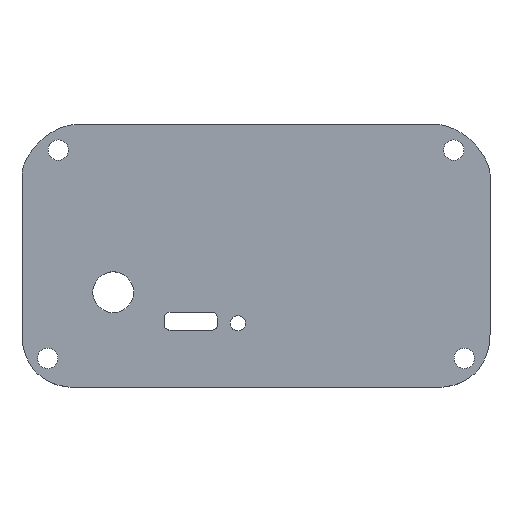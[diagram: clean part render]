
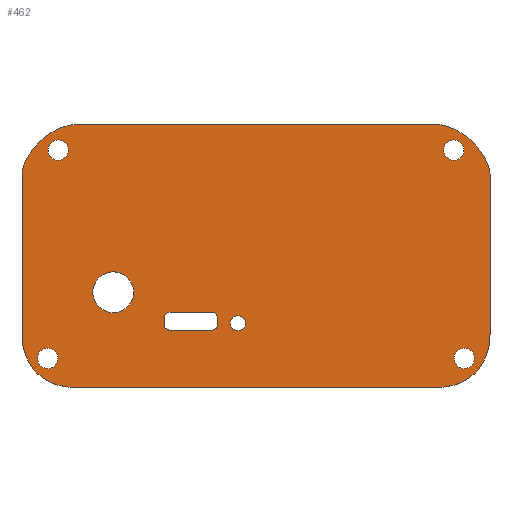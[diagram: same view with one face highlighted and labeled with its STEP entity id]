
A CAD part, top view. The second image highlights one B-rep face of the part: STEP entity #462.
In plain terms, the highlighted planar face has unit normal (0, 0, 1).
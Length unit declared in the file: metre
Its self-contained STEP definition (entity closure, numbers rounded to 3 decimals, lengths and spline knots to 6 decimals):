
#13=B_SPLINE_CURVE_WITH_KNOTS('',3,(#701,#702,#703,#704),.UNSPECIFIED.,
 .F.,.F.,(4,4),(0.,1.),.PIECEWISE_BEZIER_KNOTS.);
#15=B_SPLINE_CURVE_WITH_KNOTS('',3,(#726,#727,#728,#729),.UNSPECIFIED.,
 .F.,.F.,(4,4),(0.,1.),.PIECEWISE_BEZIER_KNOTS.);
#17=B_SPLINE_CURVE_WITH_KNOTS('',3,(#751,#752,#753,#754),.UNSPECIFIED.,
 .F.,.F.,(4,4),(0.,1.),.PIECEWISE_BEZIER_KNOTS.);
#19=B_SPLINE_CURVE_WITH_KNOTS('',3,(#801,#802,#803,#804),.UNSPECIFIED.,
 .F.,.F.,(4,4),(0.,1.),.PIECEWISE_BEZIER_KNOTS.);
#32=PLANE('',#515);
#38=LINE('',#646,#70);
#42=LINE('',#658,#74);
#46=LINE('',#670,#78);
#50=LINE('',#683,#82);
#55=LINE('',#710,#87);
#59=LINE('',#735,#91);
#63=LINE('',#760,#95);
#65=LINE('',#788,#97);
#70=VECTOR('',#531,1.);
#74=VECTOR('',#543,1.);
#78=VECTOR('',#555,1.);
#82=VECTOR('',#567,1.);
#87=VECTOR('',#574,1.);
#91=VECTOR('',#580,1.);
#95=VECTOR('',#586,1.);
#97=VECTOR('',#620,1.);
#174=ORIENTED_EDGE('',*,*,#242,.F.);
#175=ORIENTED_EDGE('',*,*,#246,.T.);
#176=ORIENTED_EDGE('',*,*,#249,.F.);
#177=ORIENTED_EDGE('',*,*,#252,.F.);
#178=ORIENTED_EDGE('',*,*,#255,.F.);
#179=ORIENTED_EDGE('',*,*,#258,.F.);
#180=ORIENTED_EDGE('',*,*,#261,.F.);
#181=ORIENTED_EDGE('',*,*,#275,.F.);
#182=ORIENTED_EDGE('',*,*,#220,.F.);
#183=ORIENTED_EDGE('',*,*,#224,.T.);
#184=ORIENTED_EDGE('',*,*,#227,.F.);
#185=ORIENTED_EDGE('',*,*,#230,.T.);
#186=ORIENTED_EDGE('',*,*,#233,.F.);
#187=ORIENTED_EDGE('',*,*,#236,.F.);
#188=ORIENTED_EDGE('',*,*,#239,.F.);
#189=ORIENTED_EDGE('',*,*,#273,.F.);
#190=ORIENTED_EDGE('',*,*,#270,.T.);
#191=ORIENTED_EDGE('',*,*,#268,.T.);
#192=ORIENTED_EDGE('',*,*,#266,.F.);
#193=ORIENTED_EDGE('',*,*,#264,.F.);
#194=ORIENTED_EDGE('',*,*,#262,.T.);
#195=ORIENTED_EDGE('',*,*,#276,.T.);
#220=EDGE_CURVE('',#280,#281,#323,.T.);
#224=EDGE_CURVE('',#280,#283,#38,.T.);
#227=EDGE_CURVE('',#285,#283,#325,.T.);
#230=EDGE_CURVE('',#285,#287,#42,.T.);
#233=EDGE_CURVE('',#289,#287,#327,.T.);
#236=EDGE_CURVE('',#291,#289,#46,.T.);
#239=EDGE_CURVE('',#293,#291,#329,.T.);
#242=EDGE_CURVE('',#296,#297,#50,.T.);
#246=EDGE_CURVE('',#296,#299,#13,.T.);
#249=EDGE_CURVE('',#301,#299,#55,.T.);
#252=EDGE_CURVE('',#303,#301,#15,.T.);
#255=EDGE_CURVE('',#305,#303,#59,.T.);
#258=EDGE_CURVE('',#307,#305,#17,.T.);
#261=EDGE_CURVE('',#309,#307,#63,.T.);
#262=EDGE_CURVE('',#310,#310,#330,.T.);
#264=EDGE_CURVE('',#312,#312,#332,.T.);
#266=EDGE_CURVE('',#314,#314,#334,.T.);
#268=EDGE_CURVE('',#316,#316,#336,.T.);
#270=EDGE_CURVE('',#318,#318,#338,.T.);
#273=EDGE_CURVE('',#281,#293,#65,.T.);
#275=EDGE_CURVE('',#297,#309,#19,.T.);
#276=EDGE_CURVE('',#320,#320,#340,.T.);
#280=VERTEX_POINT('',#637);
#281=VERTEX_POINT('',#639);
#283=VERTEX_POINT('',#645);
#285=VERTEX_POINT('',#651);
#287=VERTEX_POINT('',#657);
#289=VERTEX_POINT('',#663);
#291=VERTEX_POINT('',#669);
#293=VERTEX_POINT('',#675);
#296=VERTEX_POINT('',#682);
#297=VERTEX_POINT('',#684);
#299=VERTEX_POINT('',#700);
#301=VERTEX_POINT('',#709);
#303=VERTEX_POINT('',#725);
#305=VERTEX_POINT('',#734);
#307=VERTEX_POINT('',#750);
#309=VERTEX_POINT('',#759);
#310=VERTEX_POINT('',#763);
#312=VERTEX_POINT('',#768);
#314=VERTEX_POINT('',#773);
#316=VERTEX_POINT('',#778);
#318=VERTEX_POINT('',#783);
#320=VERTEX_POINT('',#807);
#323=CIRCLE('',#479,0.001);
#325=CIRCLE('',#483,0.001);
#327=CIRCLE('',#487,0.001);
#329=CIRCLE('',#491,0.001);
#330=CIRCLE('',#497,0.00175);
#332=CIRCLE('',#500,0.0013);
#334=CIRCLE('',#503,0.0035);
#336=CIRCLE('',#506,0.00175);
#338=CIRCLE('',#509,0.00175);
#340=CIRCLE('',#513,0.00175);
#370=EDGE_LOOP('',(#174,#175,#176,#177,#178,#179,#180,#181));
#371=EDGE_LOOP('',(#182,#183,#184,#185,#186,#187,#188,#189));
#372=EDGE_LOOP('',(#190));
#373=EDGE_LOOP('',(#191));
#374=EDGE_LOOP('',(#192));
#375=EDGE_LOOP('',(#193));
#376=EDGE_LOOP('',(#194));
#377=EDGE_LOOP('',(#195));
#414=FACE_BOUND('',#370,.T.);
#415=FACE_BOUND('',#371,.T.);
#416=FACE_BOUND('',#372,.T.);
#417=FACE_BOUND('',#373,.T.);
#418=FACE_BOUND('',#374,.T.);
#419=FACE_BOUND('',#375,.T.);
#420=FACE_BOUND('',#376,.T.);
#421=FACE_BOUND('',#377,.T.);
#462=ADVANCED_FACE('',(#414,#415,#416,#417,#418,#419,#420,#421),#32,.T.);
#479=AXIS2_PLACEMENT_3D('',#638,#524,#525);
#483=AXIS2_PLACEMENT_3D('',#652,#537,#538);
#487=AXIS2_PLACEMENT_3D('',#664,#549,#550);
#491=AXIS2_PLACEMENT_3D('',#676,#561,#562);
#497=AXIS2_PLACEMENT_3D('',#762,#589,#590);
#500=AXIS2_PLACEMENT_3D('',#767,#595,#596);
#503=AXIS2_PLACEMENT_3D('',#772,#601,#602);
#506=AXIS2_PLACEMENT_3D('',#777,#607,#608);
#509=AXIS2_PLACEMENT_3D('',#782,#613,#614);
#513=AXIS2_PLACEMENT_3D('',#806,#623,#624);
#515=AXIS2_PLACEMENT_3D('',#810,#627,#628);
#524=DIRECTION('',(0.,0.,1.));
#525=DIRECTION('',(1.,0.,0.));
#531=DIRECTION('',(1.,0.,0.));
#537=DIRECTION('',(0.,0.,1.));
#538=DIRECTION('',(1.,0.,0.));
#543=DIRECTION('',(0.,-1.,0.));
#549=DIRECTION('',(0.,0.,1.));
#550=DIRECTION('',(1.,0.,0.));
#555=DIRECTION('',(1.,0.,0.));
#561=DIRECTION('',(0.,0.,1.));
#562=DIRECTION('',(1.,0.,0.));
#567=DIRECTION('',(0.,1.,0.));
#574=DIRECTION('',(-1.,0.,0.));
#580=DIRECTION('',(0.,-1.,0.));
#586=DIRECTION('',(1.,0.,0.));
#589=DIRECTION('',(0.,0.,-1.));
#590=DIRECTION('',(1.,0.,0.));
#595=DIRECTION('',(0.,0.,1.));
#596=DIRECTION('',(1.,0.,0.));
#601=DIRECTION('',(0.,0.,1.));
#602=DIRECTION('',(1.,0.,0.));
#607=DIRECTION('',(0.,0.,-1.));
#608=DIRECTION('',(1.,0.,0.));
#613=DIRECTION('',(0.,0.,-1.));
#614=DIRECTION('',(1.,0.,0.));
#620=DIRECTION('',(0.,-1.,0.));
#623=DIRECTION('',(0.,0.,-1.));
#624=DIRECTION('',(1.,0.,0.));
#627=DIRECTION('',(0.,0.,1.));
#628=DIRECTION('',(1.,0.,0.));
#637=CARTESIAN_POINT('',(-0.0147,0.0129,0.0015));
#638=CARTESIAN_POINT('',(-0.0147,0.0119,0.0015));
#639=CARTESIAN_POINT('',(-0.0157,0.0119,0.0015));
#645=CARTESIAN_POINT('',(-0.0076,0.0129,0.0015));
#646=CARTESIAN_POINT('',(-0.01115,0.0129,0.0015));
#651=CARTESIAN_POINT('',(-0.0066,0.0119,0.0015));
#652=CARTESIAN_POINT('',(-0.0076,0.0119,0.0015));
#657=CARTESIAN_POINT('',(-0.0066,0.0108,0.0015));
#658=CARTESIAN_POINT('',(-0.0066,0.01135,0.0015));
#663=CARTESIAN_POINT('',(-0.0076,0.0098,0.0015));
#664=CARTESIAN_POINT('',(-0.0076,0.0108,0.0015));
#669=CARTESIAN_POINT('',(-0.0147,0.0098,0.0015));
#670=CARTESIAN_POINT('',(-0.01115,0.0098,0.0015));
#675=CARTESIAN_POINT('',(-0.0157,0.0108,0.0015));
#676=CARTESIAN_POINT('',(-0.0147,0.0108,0.0015));
#682=CARTESIAN_POINT('',(-0.04,0.009,0.0015));
#683=CARTESIAN_POINT('',(-0.04,0.02275,0.0015));
#684=CARTESIAN_POINT('',(-0.04,0.0365,0.0015));
#700=CARTESIAN_POINT('',(-0.0305,0.,0.0015));
#701=CARTESIAN_POINT('',(-0.04,0.009,0.0015));
#702=CARTESIAN_POINT('',(-0.04,0.0054,0.0015));
#703=CARTESIAN_POINT('',(-0.038,0.,0.0015));
#704=CARTESIAN_POINT('',(-0.0305,0.,0.0015));
#709=CARTESIAN_POINT('',(0.0305,0.,0.0015));
#710=CARTESIAN_POINT('',(0.,0.,0.0015));
#725=CARTESIAN_POINT('',(0.04,0.009,0.0015));
#726=CARTESIAN_POINT('',(0.04,0.009,0.0015));
#727=CARTESIAN_POINT('',(0.04,0.0054,0.0015));
#728=CARTESIAN_POINT('',(0.038,0.,0.0015));
#729=CARTESIAN_POINT('',(0.0305,0.,0.0015));
#734=CARTESIAN_POINT('',(0.04,0.0365,0.0015));
#735=CARTESIAN_POINT('',(0.04,0.02275,0.0015));
#750=CARTESIAN_POINT('',(0.0305,0.045,0.0015));
#751=CARTESIAN_POINT('',(0.0305,0.045,0.0015));
#752=CARTESIAN_POINT('',(0.0355,0.045,0.0015));
#753=CARTESIAN_POINT('',(0.04,0.0395,0.0015));
#754=CARTESIAN_POINT('',(0.04,0.0365,0.0015));
#759=CARTESIAN_POINT('',(-0.0305,0.045,0.0015));
#760=CARTESIAN_POINT('',(0.,0.045,0.0015));
#762=CARTESIAN_POINT('',(-0.0338,0.0406,0.0015));
#763=CARTESIAN_POINT('',(-0.03205,0.0406,0.0015));
#767=CARTESIAN_POINT('',(-0.0031,0.011,0.0015));
#768=CARTESIAN_POINT('',(-0.0018,0.011,0.0015));
#772=CARTESIAN_POINT('',(-0.0244,0.0163,0.0015));
#773=CARTESIAN_POINT('',(-0.0209,0.0163,0.0015));
#777=CARTESIAN_POINT('',(-0.0356,0.005,0.0015));
#778=CARTESIAN_POINT('',(-0.03385,0.005,0.0015));
#782=CARTESIAN_POINT('',(0.0356,0.005,0.0015));
#783=CARTESIAN_POINT('',(0.03735,0.005,0.0015));
#788=CARTESIAN_POINT('',(-0.0157,0.01135,0.0015));
#801=CARTESIAN_POINT('',(-0.04,0.0365,0.0015));
#802=CARTESIAN_POINT('',(-0.04,0.0395,0.0015));
#803=CARTESIAN_POINT('',(-0.0355,0.045,0.0015));
#804=CARTESIAN_POINT('',(-0.0305,0.045,0.0015));
#806=CARTESIAN_POINT('',(0.0338,0.0406,0.0015));
#807=CARTESIAN_POINT('',(0.03555,0.0406,0.0015));
#810=CARTESIAN_POINT('',(0.,0.0225,0.0015));
